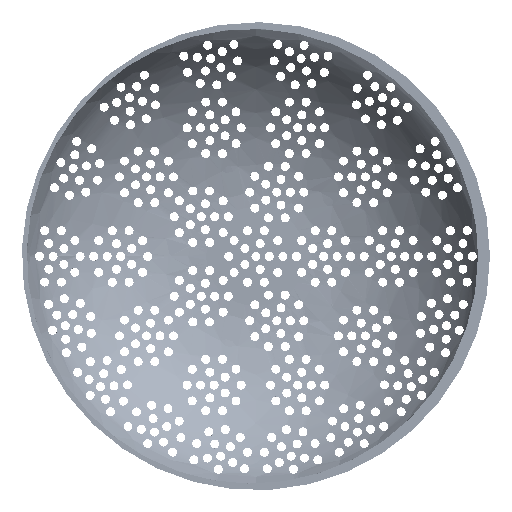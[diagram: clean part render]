
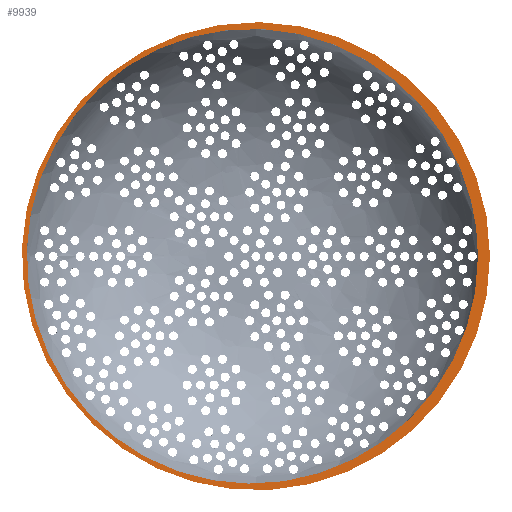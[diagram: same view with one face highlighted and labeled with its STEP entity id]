
A CAD part, top view. The second image highlights one B-rep face of the part: STEP entity #9939.
In plain terms, the highlighted planar face has unit normal (0, 0, 1).
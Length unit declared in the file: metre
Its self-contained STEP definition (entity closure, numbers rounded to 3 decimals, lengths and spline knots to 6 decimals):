
#511=PLANE('',#10605);
#591=CIRCLE('',#10530,0.051919);
#1774=ORIENTED_EDGE('',*,*,#3219,.T.);
#1775=ORIENTED_EDGE('',*,*,#3966,.T.);
#3219=EDGE_CURVE('',#4321,#4321,#591,.T.);
#3966=EDGE_CURVE('',#5058,#5058,#6001,.T.);
#4321=VERTEX_POINT('',#16320);
#5058=VERTEX_POINT('',#26897);
#6001=B_SPLINE_CURVE_WITH_KNOTS('',3,(#26840,#26841,#26842,#26843,#26844,
#26845,#26846,#26847,#26848,#26849,#26850,#26851,#26852,#26853,#26854,#26855,
#26856,#26857,#26858,#26859,#26860,#26861,#26862,#26863,#26864,#26865,#26866,
#26867,#26868,#26869,#26870,#26871,#26872,#26873,#26874,#26875,#26876,#26877,
#26878,#26879,#26880,#26881,#26882,#26883,#26884,#26885,#26886,#26887,#26888,
#26889,#26890,#26891,#26892,#26893,#26894,#26895,#26896),.UNSPECIFIED.,
 .T.,.F.,(1,1,1,1,1,1,1,1,1,1,1,1,1,1,1,1,1,1,1,1,1,1,1,1,1,1,1,1,1,1,1,
1,1,1,1,1,1,1,1,1,1,1,1,1,1,1,1,1,1,1,1,1,1,1,1,1,1,1,1,1,1),(-0.019633,
-0.014725,-0.009817,0.,0.004908,0.009817,
0.014725,0.019633,0.02945,0.039266,
0.044175,0.049083,0.053991,0.0589,
0.063808,0.068716,0.073625,0.078533,
0.083441,0.088349,0.098166,0.103074,
0.107983,0.112891,0.117799,0.122708,
0.127616,0.132524,0.137433,0.147249,
0.157066,0.161974,0.166882,0.171791,
0.176699,0.181607,0.186516,0.191424,
0.196332,0.20124,0.206149,0.215965,
0.220874,0.225782,0.23069,0.235599,
0.240507,0.245415,0.250323,0.255232,
0.265048,0.274865,0.284682,0.28959,
0.294498,0.299407,0.304315,0.314131,
0.31904,0.323948,0.328856),.UNSPECIFIED.);
#6931=EDGE_LOOP('',(#1774));
#6932=EDGE_LOOP('',(#1775));
#8895=FACE_BOUND('',#6931,.T.);
#8896=FACE_BOUND('',#6932,.T.);
#9939=ADVANCED_FACE('',(#8895,#8896),#511,.T.);
#10530=AXIS2_PLACEMENT_3D('',#16319,#11292,#11293);
#10605=AXIS2_PLACEMENT_3D('',#26956,#11442,#11443);
#11292=DIRECTION('',(0.,0.,1.));
#11293=DIRECTION('',(1.,0.,0.));
#11442=DIRECTION('',(0.,0.,1.));
#11443=DIRECTION('',(1.,0.,0.));
#16319=CARTESIAN_POINT('',(0.,0.,0.0021));
#16320=CARTESIAN_POINT('',(0.051919,0.,0.0021));
#26840=CARTESIAN_POINT('',(0.048757,0.008287,0.0021));
#26841=CARTESIAN_POINT('',(0.049411,0.001674,0.0021));
#26842=CARTESIAN_POINT('',(0.049087,-0.004932,0.0021));
#26843=CARTESIAN_POINT('',(0.048372,-0.009785,0.0021));
#26844=CARTESIAN_POINT('',(0.047188,-0.014562,0.0021));
#26845=CARTESIAN_POINT('',(0.044959,-0.020829,0.0021));
#26846=CARTESIAN_POINT('',(0.041132,-0.028041,0.0021));
#26847=CARTESIAN_POINT('',(0.035869,-0.034514,0.0021));
#26848=CARTESIAN_POINT('',(0.031042,-0.038923,0.0021));
#26849=CARTESIAN_POINT('',(0.027102,-0.041882,0.0021));
#26850=CARTESIAN_POINT('',(0.022837,-0.044468,0.0021));
#26851=CARTESIAN_POINT('',(0.018407,-0.04659,0.0021));
#26852=CARTESIAN_POINT('',(0.013797,-0.048271,0.0021));
#26853=CARTESIAN_POINT('',(0.008974,-0.04951,0.0021));
#26854=CARTESIAN_POINT('',(0.00409,-0.050256,0.0021));
#26855=CARTESIAN_POINT('',(-0.000807,-0.05052,0.0021));
#26856=CARTESIAN_POINT('',(-0.005738,-0.0503,0.0021));
#26857=CARTESIAN_POINT('',(-0.012313,-0.049341,0.0021));
#26858=CARTESIAN_POINT('',(-0.018553,-0.047452,0.0021));
#26859=CARTESIAN_POINT('',(-0.02456,-0.044598,0.0021));
#26860=CARTESIAN_POINT('',(-0.028777,-0.042043,0.0021));
#26861=CARTESIAN_POINT('',(-0.0327,-0.039099,0.0021));
#26862=CARTESIAN_POINT('',(-0.036351,-0.035747,0.0021));
#26863=CARTESIAN_POINT('',(-0.039654,-0.032037,0.0021));
#26864=CARTESIAN_POINT('',(-0.042542,-0.02807,0.0021));
#26865=CARTESIAN_POINT('',(-0.045041,-0.023826,0.0021));
#26866=CARTESIAN_POINT('',(-0.047837,-0.017792,0.0021));
#26867=CARTESIAN_POINT('',(-0.050164,-0.009962,0.0021));
#26868=CARTESIAN_POINT('',(-0.050974,-0.001662,0.0021));
#26869=CARTESIAN_POINT('',(-0.050662,0.004868,0.0021));
#26870=CARTESIAN_POINT('',(-0.049966,0.009746,0.0021));
#26871=CARTESIAN_POINT('',(-0.048785,0.014591,0.0021));
#26872=CARTESIAN_POINT('',(-0.047166,0.019228,0.0021));
#26873=CARTESIAN_POINT('',(-0.045115,0.023684,0.0021));
#26874=CARTESIAN_POINT('',(-0.042605,0.027978,0.0021));
#26875=CARTESIAN_POINT('',(-0.039699,0.031981,0.0021));
#26876=CARTESIAN_POINT('',(-0.036444,0.035648,0.0021));
#26877=CARTESIAN_POINT('',(-0.032829,0.038994,0.0021));
#26878=CARTESIAN_POINT('',(-0.027518,0.042999,0.0021));
#26879=CARTESIAN_POINT('',(-0.021784,0.046104,0.0021));
#26880=CARTESIAN_POINT('',(-0.015538,0.048363,0.0021));
#26881=CARTESIAN_POINT('',(-0.010747,0.049565,0.0021));
#26882=CARTESIAN_POINT('',(-0.005894,0.050283,0.0021));
#26883=CARTESIAN_POINT('',(-0.000954,0.050523,0.0021));
#26884=CARTESIAN_POINT('',(0.004016,0.050265,0.0021));
#26885=CARTESIAN_POINT('',(0.008868,0.049528,0.0021));
#26886=CARTESIAN_POINT('',(0.013636,0.048322,0.0021));
#26887=CARTESIAN_POINT('',(0.019892,0.046058,0.0021));
#26888=CARTESIAN_POINT('',(0.027086,0.042183,0.0021));
#26889=CARTESIAN_POINT('',(0.034803,0.035816,0.0021));
#26890=CARTESIAN_POINT('',(0.039975,0.02949,0.0021));
#26891=CARTESIAN_POINT('',(0.043391,0.02378,0.0021));
#26892=CARTESIAN_POINT('',(0.045486,0.019334,0.0021));
#26893=CARTESIAN_POINT('',(0.047141,0.014714,0.0021));
#26894=CARTESIAN_POINT('',(0.048757,0.008287,0.0021));
#26895=CARTESIAN_POINT('',(0.049411,0.001674,0.0021));
#26896=CARTESIAN_POINT('',(0.049087,-0.004932,0.0021));
#26897=CARTESIAN_POINT('',(0.049248,0.000023,0.0021));
#26956=CARTESIAN_POINT('',(0.,0.,0.0021));
